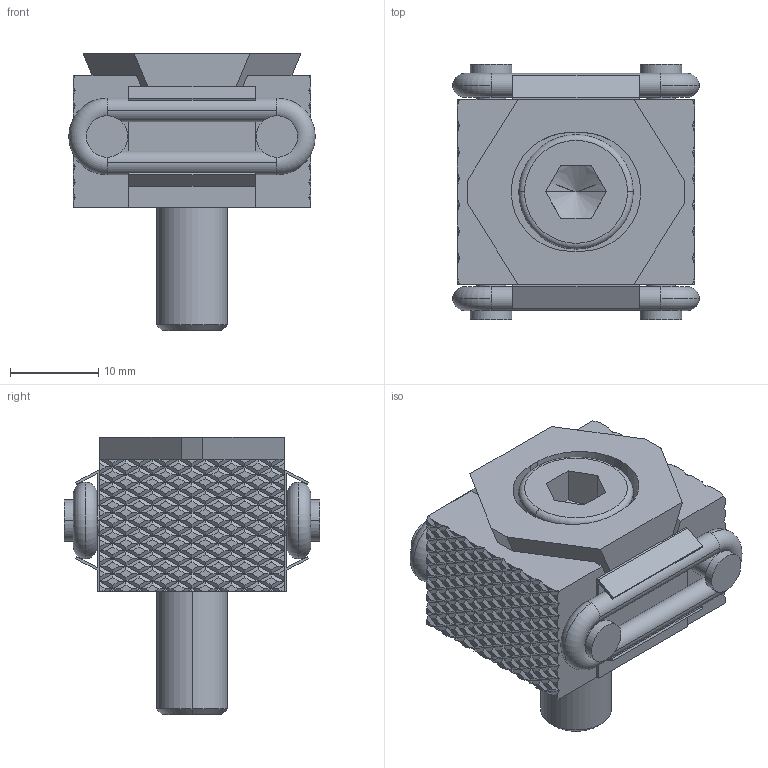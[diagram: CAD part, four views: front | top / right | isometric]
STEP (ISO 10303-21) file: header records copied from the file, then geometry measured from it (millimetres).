
FILE_DESCRIPTION(('STEP AP214'),'1');
FILE_NAME(' ',' ',('TraceParts'),('TraceParts S.A.'),'XStep 1.0',' ',' ');
FILE_SCHEMA(('automotive_design'));
Length unit declared in the file: millimetre
Products named in the file (11): 1; 2; 3; 4; 5; 6; 7; 8; 9; 10; 11
Bounding box: 27.99 x 29 x 31.5 mm (x, y, z)
Volume: 10578.6 mm3; surface area: 7675.3 mm2
Topology: 11 solids, 11 shells, 1401 faces, 2918 edges, 1541 vertices
Faces by surface type: plane 1355, cylinder 30, torus 10, cone 6
Entity records: 68599 total; most frequent: CARTESIAN_POINT 5881, STYLED_ITEM 5869, PRESENTATION_STYLE_ASSIGNMENT 5869, COLOUR_RGB 5869, ORIENTED_EDGE 5832, DIRECTION 5826, EDGE_CURVE 2916, CURVE_STYLE 2916
